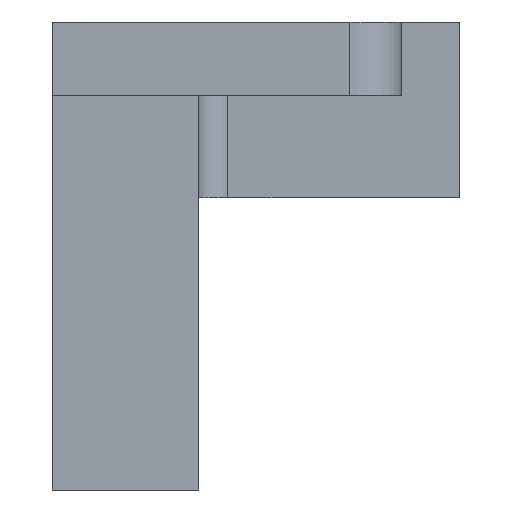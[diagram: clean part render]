
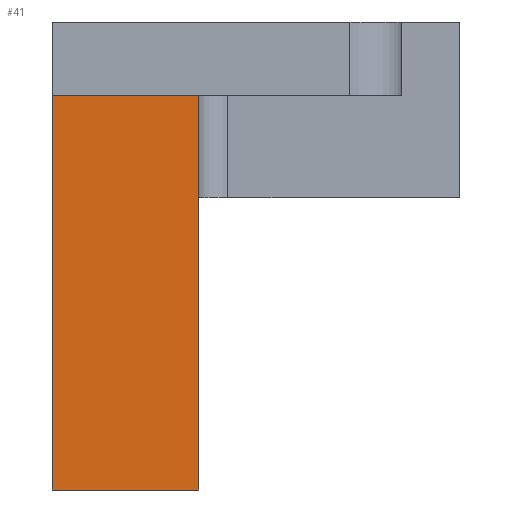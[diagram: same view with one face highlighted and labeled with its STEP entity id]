
A CAD part, left-side view. The second image highlights one B-rep face of the part: STEP entity #41.
In plain terms, the highlighted planar face has unit normal (-1, 0, 0).
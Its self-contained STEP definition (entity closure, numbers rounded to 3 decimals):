
#41 = ADVANCED_FACE ( 'NONE', ( #1156 ), #550, .F. ) ;
#43 = VERTEX_POINT ( 'NONE', #724 ) ;
#65 = EDGE_LOOP ( 'NONE', ( #688, #1758, #620, #1828 ) ) ;
#74 = CARTESIAN_POINT ( 'NONE',  ( -5., 10., -16. ) ) ;
#259 = LINE ( 'NONE', #1287, #1521 ) ;
#281 = EDGE_CURVE ( 'NONE', #1546, #43, #761, .T. ) ;
#493 = AXIS2_PLACEMENT_3D ( 'NONE', #1139, #866, #1461 ) ;
#550 = PLANE ( 'NONE',  #493 ) ;
#555 = DIRECTION ( 'NONE',  ( 0., 1., 0. ) ) ;
#620 = ORIENTED_EDGE ( 'NONE', *, *, #760, .F. ) ;
#688 = ORIENTED_EDGE ( 'NONE', *, *, #281, .T. ) ;
#724 = CARTESIAN_POINT ( 'NONE',  ( -5., 0., 11. ) ) ;
#734 = CARTESIAN_POINT ( 'NONE',  ( -5., 0., -16. ) ) ;
#736 = EDGE_CURVE ( 'NONE', #43, #1312, #259, .T. ) ;
#760 = EDGE_CURVE ( 'NONE', #786, #1312, #1371, .T. ) ;
#761 = LINE ( 'NONE', #734, #1273 ) ;
#786 = VERTEX_POINT ( 'NONE', #1665 ) ;
#866 = DIRECTION ( 'NONE',  ( 1., 0., 0. ) ) ;
#920 = DIRECTION ( 'NONE',  ( 0., 0., 1. ) ) ;
#1043 = CARTESIAN_POINT ( 'NONE',  ( -5., 10., -16. ) ) ;
#1104 = VECTOR ( 'NONE', #1619, 1000. ) ;
#1139 = CARTESIAN_POINT ( 'NONE',  ( -5., 10., -16. ) ) ;
#1156 = FACE_OUTER_BOUND ( 'NONE', #65, .T. ) ;
#1159 = EDGE_CURVE ( 'NONE', #786, #1546, #1494, .T. ) ;
#1273 = VECTOR ( 'NONE', #1772, 1000. ) ;
#1287 = CARTESIAN_POINT ( 'NONE',  ( -5., 10., 11. ) ) ;
#1312 = VERTEX_POINT ( 'NONE', #1532 ) ;
#1371 = LINE ( 'NONE', #74, #1462 ) ;
#1461 = DIRECTION ( 'NONE',  ( 0., 0., -1. ) ) ;
#1462 = VECTOR ( 'NONE', #920, 1000. ) ;
#1494 = LINE ( 'NONE', #1043, #1104 ) ;
#1521 = VECTOR ( 'NONE', #555, 1000. ) ;
#1532 = CARTESIAN_POINT ( 'NONE',  ( -5., 10., 11. ) ) ;
#1546 = VERTEX_POINT ( 'NONE', #1732 ) ;
#1619 = DIRECTION ( 'NONE',  ( 0., -1., 0. ) ) ;
#1665 = CARTESIAN_POINT ( 'NONE',  ( -5., 10., -16. ) ) ;
#1732 = CARTESIAN_POINT ( 'NONE',  ( -5., 0., -16. ) ) ;
#1758 = ORIENTED_EDGE ( 'NONE', *, *, #736, .T. ) ;
#1772 = DIRECTION ( 'NONE',  ( 0., 0., 1. ) ) ;
#1828 = ORIENTED_EDGE ( 'NONE', *, *, #1159, .T. ) ;
